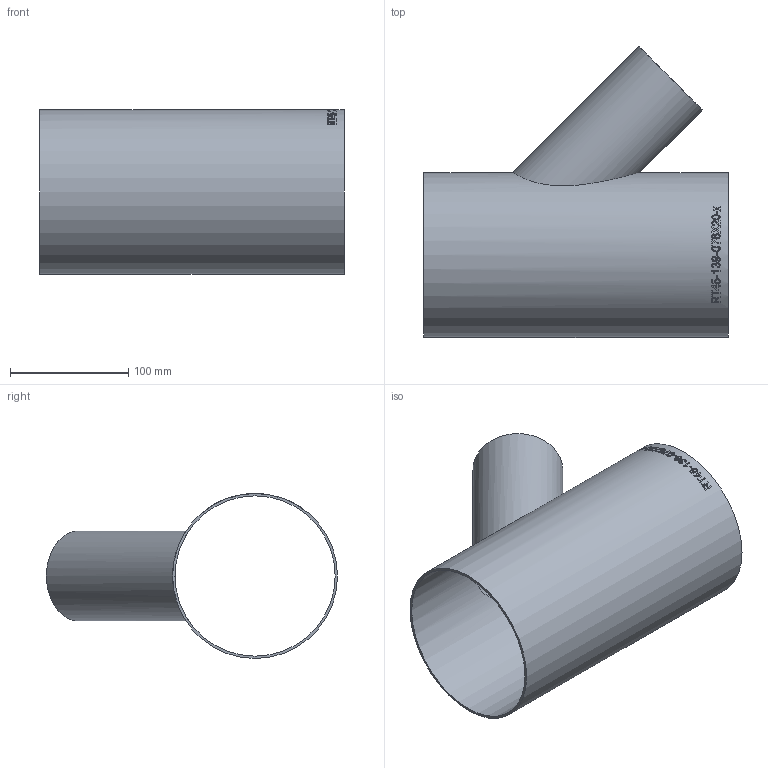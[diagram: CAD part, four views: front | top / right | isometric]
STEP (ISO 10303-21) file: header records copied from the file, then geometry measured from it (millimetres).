
FILE_DESCRIPTION (( 'STEP AP214' ), '1' );
FILE_NAME ('RT45-139-076X20-x T-Stück 45°reduziert Ø139,7 L258 1911.STEP', '2019-11-20T08:29:16', ( '' ), ( '' ), 'SwSTEP 2.0', 'SolidWorks 2016', '' );
FILE_SCHEMA (( 'AUTOMOTIVE_DESIGN' ));
Length unit declared in the file: millimetre
Products named in the file (1): RT45-139-076X20-x T-Stück 45°reduziert Ø139,7 L258  1911
Bounding box: 258 x 246.54 x 139.7 mm (x, y, z)
Volume: 267591.1 mm3; surface area: 269492.1 mm2
Topology: 1 solids, 1 shells, 225 faces, 601 edges, 401 vertices
Faces by surface type: bspline 130, plane 68, cylinder 27
Full cylindrical faces by diameter (mm): 72.1 x1, 76.1 x1, 135.7 x1, 139.7 x1
Entity records: 31336 total; most frequent: CARTESIAN_POINT 24496, ORIENTED_EDGE 1186, EDGE_CURVE 593, DIRECTION 458, B_SPLINE_CURVE_WITH_KNOTS 411, VERTEX_POINT 398, EDGE_LOOP 257, FACE_OUTER_BOUND 229
